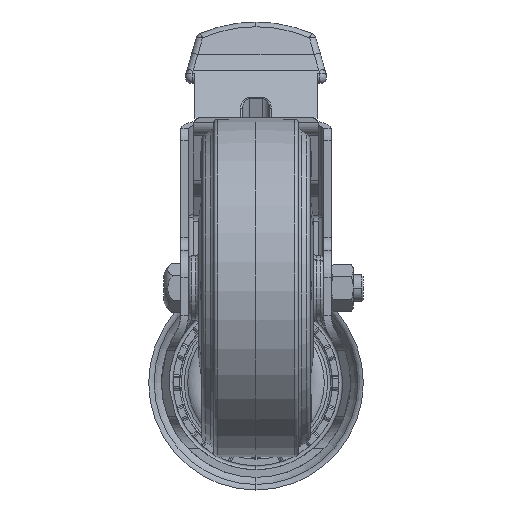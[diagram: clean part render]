
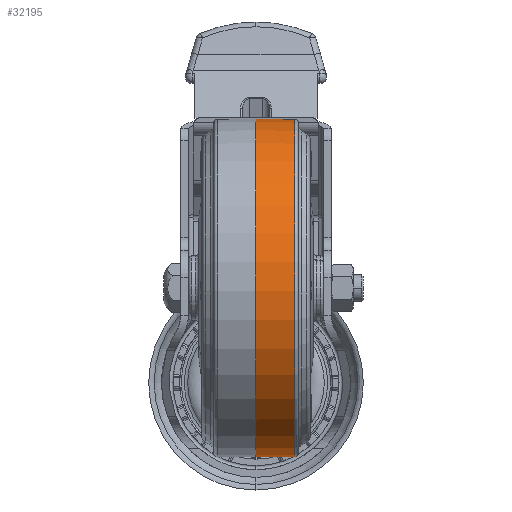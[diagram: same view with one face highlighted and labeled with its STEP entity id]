
A CAD part, front view. The second image highlights one B-rep face of the part: STEP entity #32195.
In plain terms, the highlighted conical face has half-angle 0.5 degrees and reference radius 49.9 mm.
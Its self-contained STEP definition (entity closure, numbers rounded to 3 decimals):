
#692 = CIRCLE ( 'NONE', #18138, 50. ) ;
#3042 = ORIENTED_EDGE ( 'NONE', *, *, #74696, .F. ) ;
#5705 = CARTESIAN_POINT ( 'NONE',  ( 0., -39.514, 73.561 ) ) ;
#9409 = CARTESIAN_POINT ( 'NONE',  ( 11.509, -63.7, 29.8 ) ) ;
#12365 = AXIS2_PLACEMENT_3D ( 'NONE', #9409, #126328, #72990 ) ;
#13785 = CARTESIAN_POINT ( 'NONE',  ( 11.509, -63.7, 29.8 ) ) ;
#13814 = ORIENTED_EDGE ( 'NONE', *, *, #104810, .F. ) ;
#14888 = VERTEX_POINT ( 'NONE', #40070 ) ;
#17597 = DIRECTION ( 'NONE',  ( 1., 0., 0. ) ) ;
#18138 = AXIS2_PLACEMENT_3D ( 'NONE', #18268, #17597, #49663 ) ;
#18268 = CARTESIAN_POINT ( 'NONE',  ( 0., -63.7, 29.8 ) ) ;
#22827 = VERTEX_POINT ( 'NONE', #5705 ) ;
#32195 = ADVANCED_FACE ( 'NONE', ( #42827 ), #128064, .T. ) ;
#32913 = VECTOR ( 'NONE', #60756, 1000. ) ;
#36742 = DIRECTION ( 'NONE',  ( -1., -0.004, -0.008 ) ) ;
#37410 = LINE ( 'NONE', #57281, #121875 ) ;
#40070 = CARTESIAN_POINT ( 'NONE',  ( 0., -87.886, -13.961 ) ) ;
#42827 = FACE_OUTER_BOUND ( 'NONE', #122879, .T. ) ;
#49663 = DIRECTION ( 'NONE',  ( 0., 0.484, 0.875 ) ) ;
#55449 = DIRECTION ( 'NONE',  ( 0., 0.484, 0.875 ) ) ;
#57035 = VERTEX_POINT ( 'NONE', #91258 ) ;
#57281 = CARTESIAN_POINT ( 'NONE',  ( 11.509, -87.838, -13.873 ) ) ;
#60756 = DIRECTION ( 'NONE',  ( -1., 0.004, 0.008 ) ) ;
#62812 = LINE ( 'NONE', #104553, #32913 ) ;
#63763 = AXIS2_PLACEMENT_3D ( 'NONE', #13785, #86941, #55449 ) ;
#69219 = VERTEX_POINT ( 'NONE', #115139 ) ;
#72990 = DIRECTION ( 'NONE',  ( 0., -0.484, -0.875 ) ) ;
#74696 = EDGE_CURVE ( 'NONE', #57035, #69219, #74704, .T. ) ;
#74704 = CIRCLE ( 'NONE', #63763, 49.9 ) ;
#77191 = ORIENTED_EDGE ( 'NONE', *, *, #80778, .T. ) ;
#80778 = EDGE_CURVE ( 'NONE', #14888, #22827, #692, .T. ) ;
#86941 = DIRECTION ( 'NONE',  ( 1., 0., 0. ) ) ;
#89630 = EDGE_CURVE ( 'NONE', #57035, #14888, #37410, .T. ) ;
#91258 = CARTESIAN_POINT ( 'NONE',  ( 11.509, -87.838, -13.873 ) ) ;
#97765 = ORIENTED_EDGE ( 'NONE', *, *, #89630, .T. ) ;
#104553 = CARTESIAN_POINT ( 'NONE',  ( 11.509, -39.562, 73.473 ) ) ;
#104810 = EDGE_CURVE ( 'NONE', #69219, #22827, #62812, .T. ) ;
#115139 = CARTESIAN_POINT ( 'NONE',  ( 11.509, -39.562, 73.473 ) ) ;
#121875 = VECTOR ( 'NONE', #36742, 1000. ) ;
#122879 = EDGE_LOOP ( 'NONE', ( #13814, #3042, #97765, #77191 ) ) ;
#126328 = DIRECTION ( 'NONE',  ( -1., 0., 0. ) ) ;
#128064 = CONICAL_SURFACE ( 'NONE', #12365, 49.9, 0.009 ) ;
